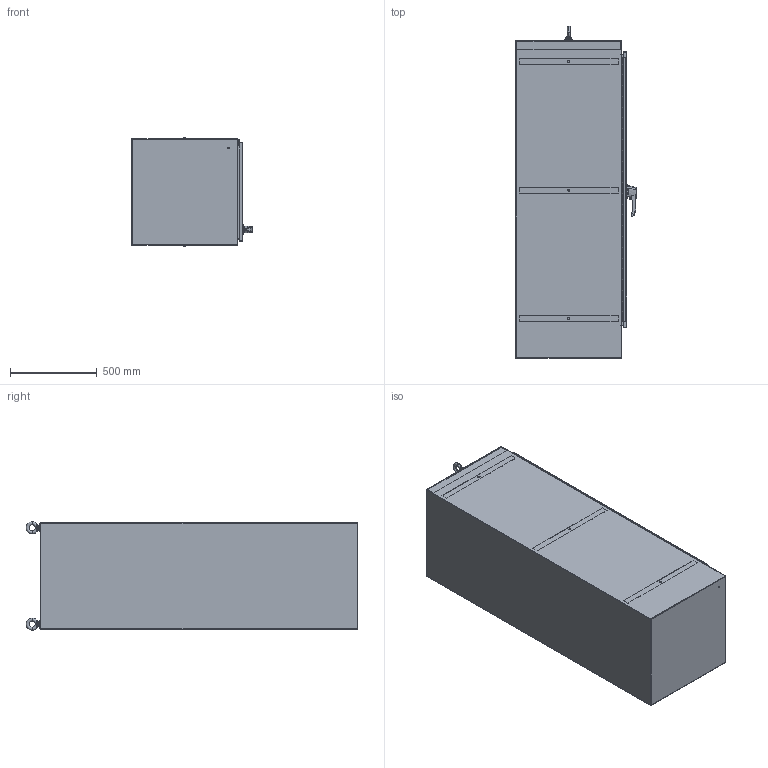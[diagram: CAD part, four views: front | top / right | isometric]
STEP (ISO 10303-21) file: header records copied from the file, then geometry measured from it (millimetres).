
FILE_DESCRIPTION (( 'STEP AP214' ), '1' );
FILE_NAME ('HN4FS722424S16.STEP', '2019-09-04T12:16:58', ( '' ), ( '' ), 'SwSTEP 2.0', 'SolidWorks 2018', '' );
FILE_SCHEMA (( 'AUTOMOTIVE_DESIGN' ));
Length unit declared in the file: inch
Products named in the file (1): HN4FS722424S16
Bounding box: 694.99 x 1911.5 x 624.94 mm (x, y, z)
Volume: 15614690.3 mm3; surface area: 12898038.3 mm2
Topology: 56 solids, 57 shells, 1875 faces, 4990 edges, 3234 vertices
Faces by surface type: plane 862, cylinder 848, cone 78, bspline 71, torus 16
Entity records: 95180 total; most frequent: CARTESIAN_POINT 23759, ORIENTED_EDGE 9948, DIRECTION 9875, EDGE_CURVE 4974, AXIS2_PLACEMENT_3D 3541, VERTEX_POINT 3234, VECTOR 2793, LINE 2793
